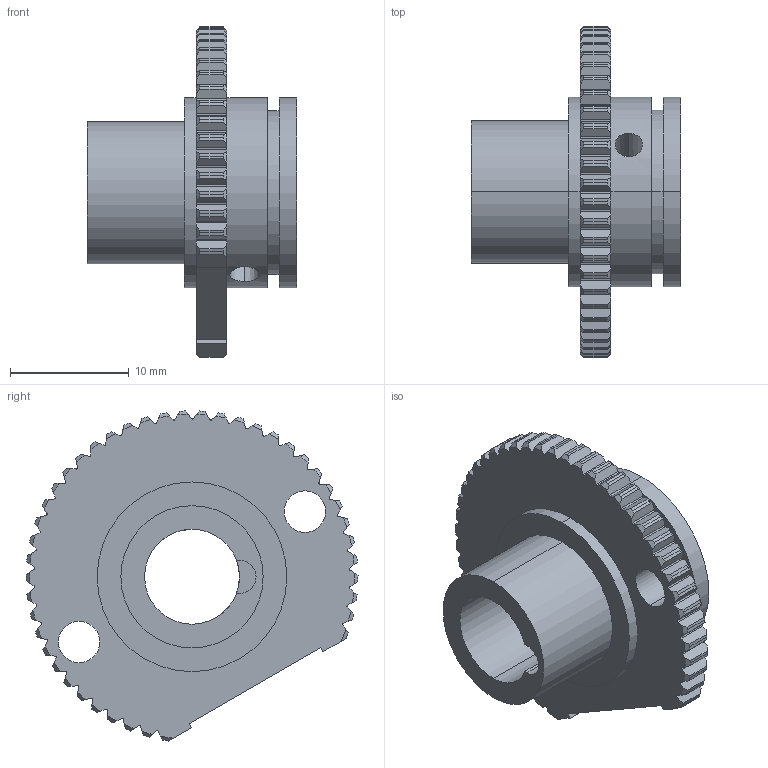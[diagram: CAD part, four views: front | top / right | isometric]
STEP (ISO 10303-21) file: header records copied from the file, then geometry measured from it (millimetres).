
FILE_DESCRIPTION (( 'STEP AP214' ), '1' );
FILE_NAME ('Drum - Rachet Gear.STEP', '2025-07-06T08:35:03', ( '' ), ( '' ), 'SwSTEP 2.0', 'SolidWorks 2025', '' );
FILE_SCHEMA (( 'AUTOMOTIVE_DESIGN' ));
Length unit declared in the file: millimetre
Products named in the file (1): Drum - Rachet Gear
Bounding box: 17.7 x 28 x 27.85 mm (x, y, z)
Volume: 2716.1 mm3; surface area: 2567.9 mm2
Topology: 1 solids, 1 shells, 341 faces, 1002 edges, 668 vertices
Faces by surface type: plane 181, cone 90, cylinder 70
Entity records: 11938 total; most frequent: CARTESIAN_POINT 3180, ORIENTED_EDGE 2004, DIRECTION 1566, EDGE_CURVE 1002, VERTEX_POINT 668, AXIS2_PLACEMENT_3D 570, LINE 426, VECTOR 426
